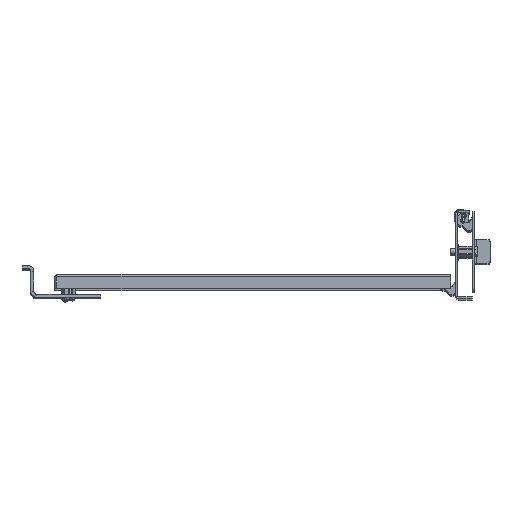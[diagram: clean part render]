
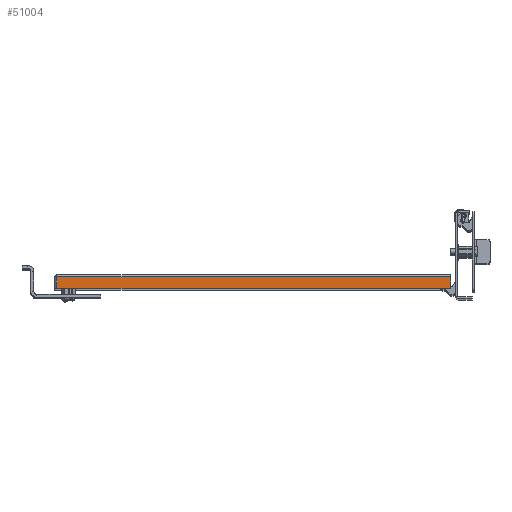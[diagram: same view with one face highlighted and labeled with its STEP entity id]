
A CAD part, top view. The second image highlights one B-rep face of the part: STEP entity #51004.
In plain terms, the highlighted planar face has unit normal (0, 0, 1).
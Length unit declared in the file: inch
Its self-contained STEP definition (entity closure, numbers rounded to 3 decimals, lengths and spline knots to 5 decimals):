
#7914 = VECTOR ( 'NONE', #35130, 39.37008 ) ;
#8380 = CARTESIAN_POINT ( 'NONE',  ( 24.8125, -0.854, 30. ) ) ;
#10539 = DIRECTION ( 'NONE',  ( 0., 0., 1. ) ) ;
#10646 = AXIS2_PLACEMENT_3D ( 'NONE', #81782, #10539, #17586 ) ;
#11560 = VERTEX_POINT ( 'NONE', #24763 ) ;
#14110 = ORIENTED_EDGE ( 'NONE', *, *, #75581, .T. ) ;
#14502 = LINE ( 'NONE', #35573, #7914 ) ;
#17586 = DIRECTION ( 'NONE',  ( 1., 0., 0. ) ) ;
#21053 = DIRECTION ( 'NONE',  ( 0., 1., 0. ) ) ;
#24763 = CARTESIAN_POINT ( 'NONE',  ( 0.11811, -0.854, 30. ) ) ;
#25079 = VECTOR ( 'NONE', #36887, 39.37008 ) ;
#27304 = CARTESIAN_POINT ( 'NONE',  ( 24.8125, -0.11811, 30. ) ) ;
#33143 = VERTEX_POINT ( 'NONE', #87721 ) ;
#34487 = ORIENTED_EDGE ( 'NONE', *, *, #35028, .T. ) ;
#34731 = ORIENTED_EDGE ( 'NONE', *, *, #53309, .T. ) ;
#35028 = EDGE_CURVE ( 'NONE', #80538, #83258, #55609, .T. ) ;
#35130 = DIRECTION ( 'NONE',  ( 0., -1., 0. ) ) ;
#35573 = CARTESIAN_POINT ( 'NONE',  ( 0.11811, -0.854, 30. ) ) ;
#36887 = DIRECTION ( 'NONE',  ( 1., 0., 0. ) ) ;
#37246 = DIRECTION ( 'NONE',  ( -1., 0., 0. ) ) ;
#37527 = CARTESIAN_POINT ( 'NONE',  ( 0.11811, -0.11811, 30. ) ) ;
#38287 = VECTOR ( 'NONE', #37246, 39.37008 ) ;
#43939 = CARTESIAN_POINT ( 'NONE',  ( 0., -0.854, 30. ) ) ;
#45706 = FACE_OUTER_BOUND ( 'NONE', #52873, .T. ) ;
#51004 = ADVANCED_FACE ( 'NONE', ( #45706 ), #53209, .T. ) ;
#52873 = EDGE_LOOP ( 'NONE', ( #34487, #34731, #71842, #14110 ) ) ;
#53209 = PLANE ( 'NONE',  #10646 ) ;
#53309 = EDGE_CURVE ( 'NONE', #83258, #11560, #14502, .T. ) ;
#55609 = LINE ( 'NONE', #84213, #38287 ) ;
#66081 = VECTOR ( 'NONE', #21053, 39.37008 ) ;
#71246 = EDGE_CURVE ( 'NONE', #11560, #33143, #79087, .T. ) ;
#71842 = ORIENTED_EDGE ( 'NONE', *, *, #71246, .T. ) ;
#75581 = EDGE_CURVE ( 'NONE', #33143, #80538, #85248, .T. ) ;
#79087 = LINE ( 'NONE', #43939, #25079 ) ;
#80538 = VERTEX_POINT ( 'NONE', #27304 ) ;
#81782 = CARTESIAN_POINT ( 'NONE',  ( 0., -0.854, 30. ) ) ;
#83258 = VERTEX_POINT ( 'NONE', #37527 ) ;
#84213 = CARTESIAN_POINT ( 'NONE',  ( 0., -0.11811, 30. ) ) ;
#85248 = LINE ( 'NONE', #8380, #66081 ) ;
#87721 = CARTESIAN_POINT ( 'NONE',  ( 24.8125, -0.854, 30. ) ) ;
